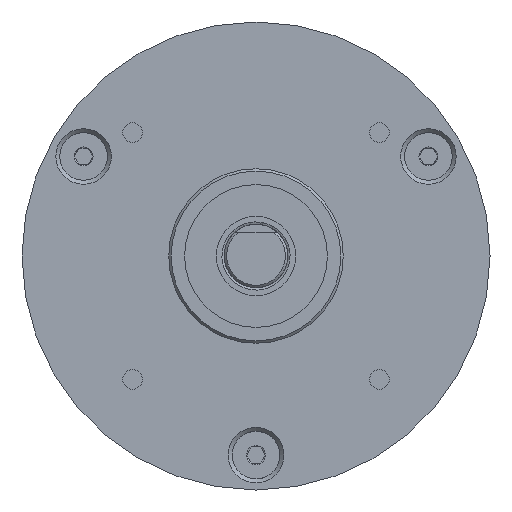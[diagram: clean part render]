
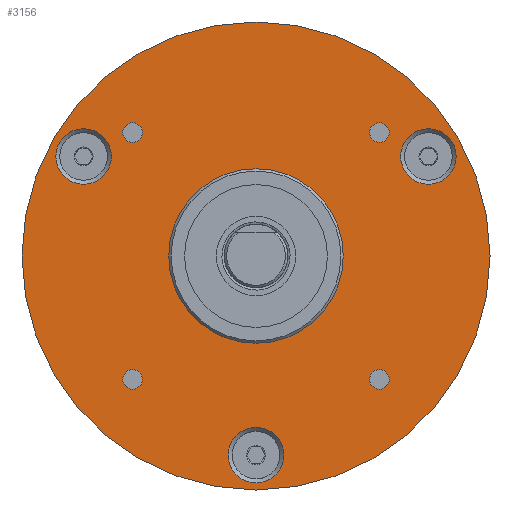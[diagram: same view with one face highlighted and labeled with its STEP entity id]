
A CAD part, front view. The second image highlights one B-rep face of the part: STEP entity #3156.
In plain terms, the highlighted planar face has unit normal (0, -1, 0).
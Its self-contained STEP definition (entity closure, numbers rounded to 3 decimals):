
#30 = EDGE_CURVE ( 'NONE', #2112, #2112, #596, .T. ) ;
#51 = DIRECTION ( 'NONE',  ( -1., 0., 0. ) ) ;
#167 = DIRECTION ( 'NONE',  ( 0., -1., 0. ) ) ;
#217 = VERTEX_POINT ( 'NONE', #3191 ) ;
#478 = FACE_BOUND ( 'NONE', #7807, .T. ) ;
#584 = PLANE ( 'NONE',  #3576 ) ;
#596 = CIRCLE ( 'NONE', #6248, 11. ) ;
#626 = ORIENTED_EDGE ( 'NONE', *, *, #2058, .F. ) ;
#629 = EDGE_CURVE ( 'NONE', #6731, #6731, #1975, .T. ) ;
#729 = EDGE_CURVE ( 'NONE', #6918, #6918, #7857, .T. ) ;
#793 = DIRECTION ( 'NONE',  ( 0., -1., 0. ) ) ;
#891 = EDGE_LOOP ( 'NONE', ( #6225 ) ) ;
#1043 = EDGE_CURVE ( 'NONE', #5925, #5925, #4125, .T. ) ;
#1152 = EDGE_CURVE ( 'NONE', #4511, #4511, #4517, .T. ) ;
#1181 = FACE_BOUND ( 'NONE', #7859, .T. ) ;
#1376 = DIRECTION ( 'NONE',  ( 0., -1., 0. ) ) ;
#1470 = AXIS2_PLACEMENT_3D ( 'NONE', #3942, #793, #5938 ) ;
#1493 = DIRECTION ( 'NONE',  ( 1., 0., 0. ) ) ;
#1609 = AXIS2_PLACEMENT_3D ( 'NONE', #7648, #1376, #3878 ) ;
#1702 = VERTEX_POINT ( 'NONE', #1961 ) ;
#1936 = CARTESIAN_POINT ( 'NONE',  ( 0., -7.5, 0. ) ) ;
#1943 = EDGE_LOOP ( 'NONE', ( #2664 ) ) ;
#1961 = CARTESIAN_POINT ( 'NONE',  ( 25.237, -7.5, 12.55 ) ) ;
#1975 = CIRCLE ( 'NONE', #1609, 1.25 ) ;
#2051 = DIRECTION ( 'NONE',  ( 0., -1., 0. ) ) ;
#2058 = EDGE_CURVE ( 'NONE', #5817, #5817, #8061, .T. ) ;
#2072 = AXIS2_PLACEMENT_3D ( 'NONE', #2225, #3672, #4315 ) ;
#2112 = VERTEX_POINT ( 'NONE', #6643 ) ;
#2162 = DIRECTION ( 'NONE',  ( 0., -1., 0. ) ) ;
#2167 = EDGE_LOOP ( 'NONE', ( #6977 ) ) ;
#2225 = CARTESIAN_POINT ( 'NONE',  ( 15.556, -7.5, -15.556 ) ) ;
#2227 = ORIENTED_EDGE ( 'NONE', *, *, #8107, .F. ) ;
#2533 = CARTESIAN_POINT ( 'NONE',  ( -14.306, -7.5, 15.556 ) ) ;
#2664 = ORIENTED_EDGE ( 'NONE', *, *, #3924, .F. ) ;
#3156 = ADVANCED_FACE ( 'NONE', ( #7670, #5992, #478, #4075, #4268, #4672, #6178, #1181, #7756 ), #584, .F. ) ;
#3191 = CARTESIAN_POINT ( 'NONE',  ( -14.306, -7.5, -15.556 ) ) ;
#3225 = DIRECTION ( 'NONE',  ( 0., 1., 0. ) ) ;
#3236 = CARTESIAN_POINT ( 'NONE',  ( -15.556, -7.5, -15.556 ) ) ;
#3341 = DIRECTION ( 'NONE',  ( 1., 0., 0. ) ) ;
#3421 = DIRECTION ( 'NONE',  ( 1., 0., 0. ) ) ;
#3576 = AXIS2_PLACEMENT_3D ( 'NONE', #4560, #5264, #3341 ) ;
#3669 = CIRCLE ( 'NONE', #1470, 1.25 ) ;
#3672 = DIRECTION ( 'NONE',  ( 0., -1., 0. ) ) ;
#3802 = CARTESIAN_POINT ( 'NONE',  ( 16.806, -7.5, -15.556 ) ) ;
#3878 = DIRECTION ( 'NONE',  ( 1., 0., 0. ) ) ;
#3924 = EDGE_CURVE ( 'NONE', #5511, #5511, #3669, .T. ) ;
#3942 = CARTESIAN_POINT ( 'NONE',  ( 15.556, -7.5, 15.556 ) ) ;
#4000 = AXIS2_PLACEMENT_3D ( 'NONE', #3236, #7674, #7746 ) ;
#4075 = FACE_BOUND ( 'NONE', #1943, .T. ) ;
#4125 = CIRCLE ( 'NONE', #5258, 3.5 ) ;
#4153 = DIRECTION ( 'NONE',  ( 0., 1., 0. ) ) ;
#4191 = EDGE_LOOP ( 'NONE', ( #4637 ) ) ;
#4268 = FACE_BOUND ( 'NONE', #891, .T. ) ;
#4315 = DIRECTION ( 'NONE',  ( 1., 0., 0. ) ) ;
#4421 = CARTESIAN_POINT ( 'NONE',  ( -18.237, -7.5, 12.55 ) ) ;
#4511 = VERTEX_POINT ( 'NONE', #5033 ) ;
#4517 = CIRCLE ( 'NONE', #5685, 3.5 ) ;
#4533 = ORIENTED_EDGE ( 'NONE', *, *, #5761, .F. ) ;
#4560 = CARTESIAN_POINT ( 'NONE',  ( 0., -7.5, 11. ) ) ;
#4637 = ORIENTED_EDGE ( 'NONE', *, *, #729, .F. ) ;
#4672 = FACE_BOUND ( 'NONE', #5906, .T. ) ;
#4761 = ORIENTED_EDGE ( 'NONE', *, *, #30, .T. ) ;
#4933 = CIRCLE ( 'NONE', #4000, 1.25 ) ;
#5033 = CARTESIAN_POINT ( 'NONE',  ( 3.5, -7.5, -25.1 ) ) ;
#5258 = AXIS2_PLACEMENT_3D ( 'NONE', #7145, #2051, #3421 ) ;
#5264 = DIRECTION ( 'NONE',  ( 0., 1., 0. ) ) ;
#5511 = VERTEX_POINT ( 'NONE', #5624 ) ;
#5624 = CARTESIAN_POINT ( 'NONE',  ( 16.806, -7.5, 15.556 ) ) ;
#5685 = AXIS2_PLACEMENT_3D ( 'NONE', #6008, #2162, #7921 ) ;
#5761 = EDGE_CURVE ( 'NONE', #217, #217, #4933, .T. ) ;
#5817 = VERTEX_POINT ( 'NONE', #3802 ) ;
#5906 = EDGE_LOOP ( 'NONE', ( #7200 ) ) ;
#5925 = VERTEX_POINT ( 'NONE', #4421 ) ;
#5938 = DIRECTION ( 'NONE',  ( 1., 0., 0. ) ) ;
#5992 = FACE_BOUND ( 'NONE', #7750, .T. ) ;
#6008 = CARTESIAN_POINT ( 'NONE',  ( 0., -7.5, -25.1 ) ) ;
#6088 = DIRECTION ( 'NONE',  ( -1., 0., 0. ) ) ;
#6128 = AXIS2_PLACEMENT_3D ( 'NONE', #7843, #167, #1493 ) ;
#6178 = FACE_BOUND ( 'NONE', #2167, .T. ) ;
#6225 = ORIENTED_EDGE ( 'NONE', *, *, #629, .F. ) ;
#6248 = AXIS2_PLACEMENT_3D ( 'NONE', #1936, #3225, #51 ) ;
#6255 = EDGE_LOOP ( 'NONE', ( #4761 ) ) ;
#6643 = CARTESIAN_POINT ( 'NONE',  ( -11., -7.5, 0. ) ) ;
#6731 = VERTEX_POINT ( 'NONE', #2533 ) ;
#6735 = CARTESIAN_POINT ( 'NONE',  ( 0., -7.5, 0. ) ) ;
#6918 = VERTEX_POINT ( 'NONE', #7002 ) ;
#6977 = ORIENTED_EDGE ( 'NONE', *, *, #1043, .F. ) ;
#7002 = CARTESIAN_POINT ( 'NONE',  ( -29.5, -7.5, 0. ) ) ;
#7145 = CARTESIAN_POINT ( 'NONE',  ( -21.737, -7.5, 12.55 ) ) ;
#7200 = ORIENTED_EDGE ( 'NONE', *, *, #1152, .F. ) ;
#7648 = CARTESIAN_POINT ( 'NONE',  ( -15.556, -7.5, 15.556 ) ) ;
#7670 = FACE_OUTER_BOUND ( 'NONE', #4191, .T. ) ;
#7674 = DIRECTION ( 'NONE',  ( 0., -1., 0. ) ) ;
#7746 = DIRECTION ( 'NONE',  ( 1., 0., 0. ) ) ;
#7750 = EDGE_LOOP ( 'NONE', ( #4533 ) ) ;
#7756 = FACE_BOUND ( 'NONE', #6255, .T. ) ;
#7807 = EDGE_LOOP ( 'NONE', ( #626 ) ) ;
#7843 = CARTESIAN_POINT ( 'NONE',  ( 21.737, -7.5, 12.55 ) ) ;
#7857 = CIRCLE ( 'NONE', #8004, 29.5 ) ;
#7859 = EDGE_LOOP ( 'NONE', ( #2227 ) ) ;
#7921 = DIRECTION ( 'NONE',  ( 1., 0., 0. ) ) ;
#8004 = AXIS2_PLACEMENT_3D ( 'NONE', #6735, #4153, #6088 ) ;
#8061 = CIRCLE ( 'NONE', #2072, 1.25 ) ;
#8083 = CIRCLE ( 'NONE', #6128, 3.5 ) ;
#8107 = EDGE_CURVE ( 'NONE', #1702, #1702, #8083, .T. ) ;
